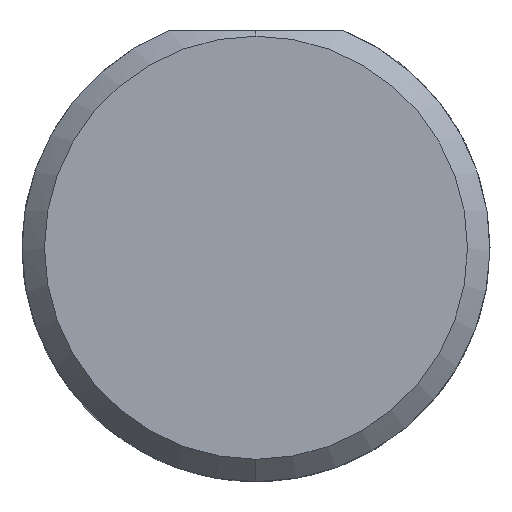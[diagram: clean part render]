
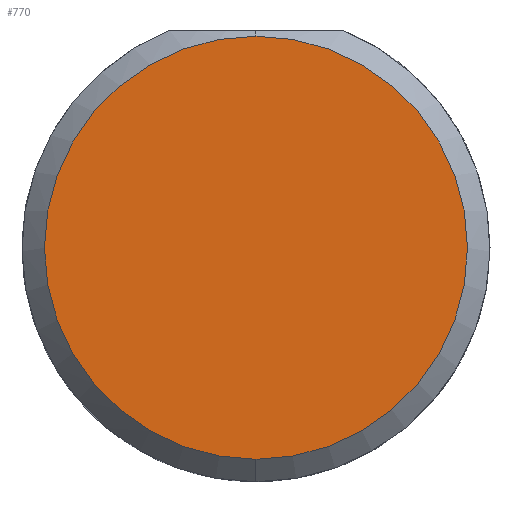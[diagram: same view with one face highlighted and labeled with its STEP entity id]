
A CAD part, left-side view. The second image highlights one B-rep face of the part: STEP entity #770.
In plain terms, the highlighted planar face has unit normal (-1, 0, 0).
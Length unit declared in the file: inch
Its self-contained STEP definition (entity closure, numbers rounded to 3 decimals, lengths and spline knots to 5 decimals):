
#53 = AXIS2_PLACEMENT_3D ( 'NONE', #463, #109, #736 ) ;
#67 = EDGE_CURVE ( 'NONE', #147, #574, #432, .T. ) ;
#81 = FACE_OUTER_BOUND ( 'NONE', #284, .T. ) ;
#100 = EDGE_CURVE ( 'NONE', #574, #147, #690, .T. ) ;
#109 = DIRECTION ( 'NONE',  ( -1., 0., 0. ) ) ;
#147 = VERTEX_POINT ( 'NONE', #550 ) ;
#282 = CARTESIAN_POINT ( 'NONE',  ( 0., 0., 0. ) ) ;
#284 = EDGE_LOOP ( 'NONE', ( #788, #327 ) ) ;
#327 = ORIENTED_EDGE ( 'NONE', *, *, #100, .T. ) ;
#328 = AXIS2_PLACEMENT_3D ( 'NONE', #447, #665, #614 ) ;
#432 = CIRCLE ( 'NONE', #53, 0.1411 ) ;
#447 = CARTESIAN_POINT ( 'NONE',  ( 0., 0., 0. ) ) ;
#463 = CARTESIAN_POINT ( 'NONE',  ( 0., 0., 0. ) ) ;
#493 = AXIS2_PLACEMENT_3D ( 'NONE', #282, #776, #645 ) ;
#550 = CARTESIAN_POINT ( 'NONE',  ( 0., 0., -0.1411 ) ) ;
#574 = VERTEX_POINT ( 'NONE', #881 ) ;
#614 = DIRECTION ( 'NONE',  ( 0., 0., -1. ) ) ;
#645 = DIRECTION ( 'NONE',  ( 0., 0., -1. ) ) ;
#665 = DIRECTION ( 'NONE',  ( -1., 0., 0. ) ) ;
#690 = CIRCLE ( 'NONE', #328, 0.1411 ) ;
#736 = DIRECTION ( 'NONE',  ( 0., 0., -1. ) ) ;
#770 = ADVANCED_FACE ( 'NONE', ( #81 ), #918, .F. ) ;
#776 = DIRECTION ( 'NONE',  ( 1., 0., 0. ) ) ;
#788 = ORIENTED_EDGE ( 'NONE', *, *, #67, .T. ) ;
#881 = CARTESIAN_POINT ( 'NONE',  ( 0., 0., 0.1411 ) ) ;
#918 = PLANE ( 'NONE',  #493 ) ;
